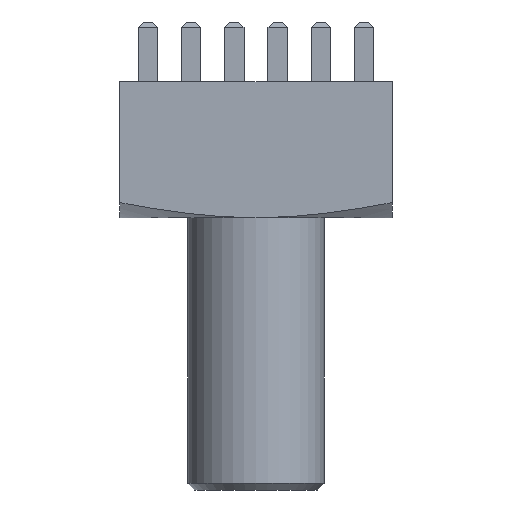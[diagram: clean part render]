
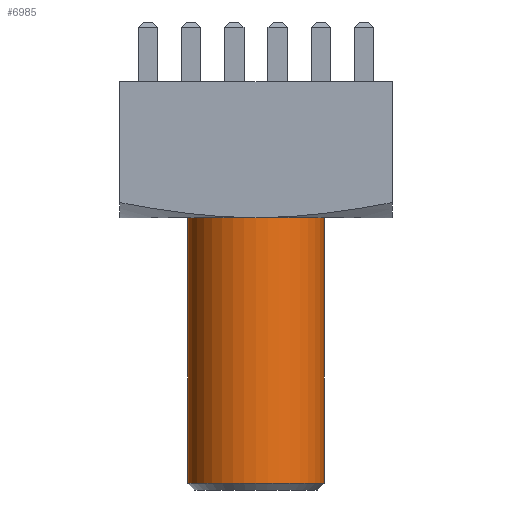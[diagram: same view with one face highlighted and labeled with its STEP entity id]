
A CAD part, front view. The second image highlights one B-rep face of the part: STEP entity #6985.
In plain terms, the highlighted cylindrical face has radius 4 mm (diameter 8 mm), a partial arc.
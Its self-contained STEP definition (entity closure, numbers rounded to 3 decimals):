
#492 = CARTESIAN_POINT ( 'NONE',  ( 0., 0., -15.6 ) ) ;
#493 = DIRECTION ( 'NONE',  ( 0., 0., 1. ) ) ;
#494 = DIRECTION ( 'NONE',  ( -1., 0., 0. ) ) ;
#2133 = AXIS2_PLACEMENT_3D ( 'NONE', #8099, #8096, #8102 ) ;
#2490 = CARTESIAN_POINT ( 'NONE',  ( -4., 0., 0. ) ) ;
#2546 = CARTESIAN_POINT ( 'NONE',  ( 4., 0., -15.6 ) ) ;
#2557 = CARTESIAN_POINT ( 'NONE',  ( -4., 0., -15.6 ) ) ;
#3443 = EDGE_LOOP ( 'NONE', ( #6398, #6471, #6309, #6298 ) ) ;
#3507 = VECTOR ( 'NONE', #4626, 1000. ) ;
#3509 = VECTOR ( 'NONE', #4630, 1000. ) ;
#3627 = CIRCLE ( 'NONE', #3632, 4. ) ;
#3632 = AXIS2_PLACEMENT_3D ( 'NONE', #5106, #5107, #5108 ) ;
#4624 = LINE ( 'NONE', #4625, #3507 ) ;
#4625 = CARTESIAN_POINT ( 'NONE',  ( -4., 0., -16. ) ) ;
#4626 = DIRECTION ( 'NONE',  ( 0., 0., 1. ) ) ;
#4627 = LINE ( 'NONE', #4629, #3509 ) ;
#4629 = CARTESIAN_POINT ( 'NONE',  ( 4., 0., -16. ) ) ;
#4630 = DIRECTION ( 'NONE',  ( 0., 0., 1. ) ) ;
#5106 = CARTESIAN_POINT ( 'NONE',  ( 0., 0., 0. ) ) ;
#5107 = DIRECTION ( 'NONE',  ( 0., 0., -1. ) ) ;
#5108 = DIRECTION ( 'NONE',  ( -1., 0., 0. ) ) ;
#6298 = ORIENTED_EDGE ( 'NONE', *, *, #7315, .T. ) ;
#6309 = ORIENTED_EDGE ( 'NONE', *, *, #7198, .T. ) ;
#6398 = ORIENTED_EDGE ( 'NONE', *, *, #7197, .F. ) ;
#6471 = ORIENTED_EDGE ( 'NONE', *, *, #8534, .T. ) ;
#6642 = VERTEX_POINT ( 'NONE', #2490 ) ;
#6674 = VERTEX_POINT ( 'NONE', #2546 ) ;
#6680 = VERTEX_POINT ( 'NONE', #2557 ) ;
#6909 = VERTEX_POINT ( 'NONE', #8925 ) ;
#6985 = ADVANCED_FACE ( 'NONE', ( #8098 ), #8101, .T. ) ;
#7197 = EDGE_CURVE ( 'NONE', #6680, #6642, #4624, .T. ) ;
#7198 = EDGE_CURVE ( 'NONE', #6674, #6909, #4627, .T. ) ;
#7315 = EDGE_CURVE ( 'NONE', #6909, #6642, #3627, .T. ) ;
#7667 = CIRCLE ( 'NONE', #7683, 4. ) ;
#7683 = AXIS2_PLACEMENT_3D ( 'NONE', #492, #493, #494 ) ;
#8096 = DIRECTION ( 'NONE',  ( 0., 0., 1. ) ) ;
#8098 = FACE_OUTER_BOUND ( 'NONE', #3443, .T. ) ;
#8099 = CARTESIAN_POINT ( 'NONE',  ( 0., 0., -16. ) ) ;
#8101 = CYLINDRICAL_SURFACE ( 'NONE', #2133, 4. ) ;
#8102 = DIRECTION ( 'NONE',  ( 1., 0., 0. ) ) ;
#8534 = EDGE_CURVE ( 'NONE', #6680, #6674, #7667, .T. ) ;
#8925 = CARTESIAN_POINT ( 'NONE',  ( 4., 0., 0. ) ) ;
